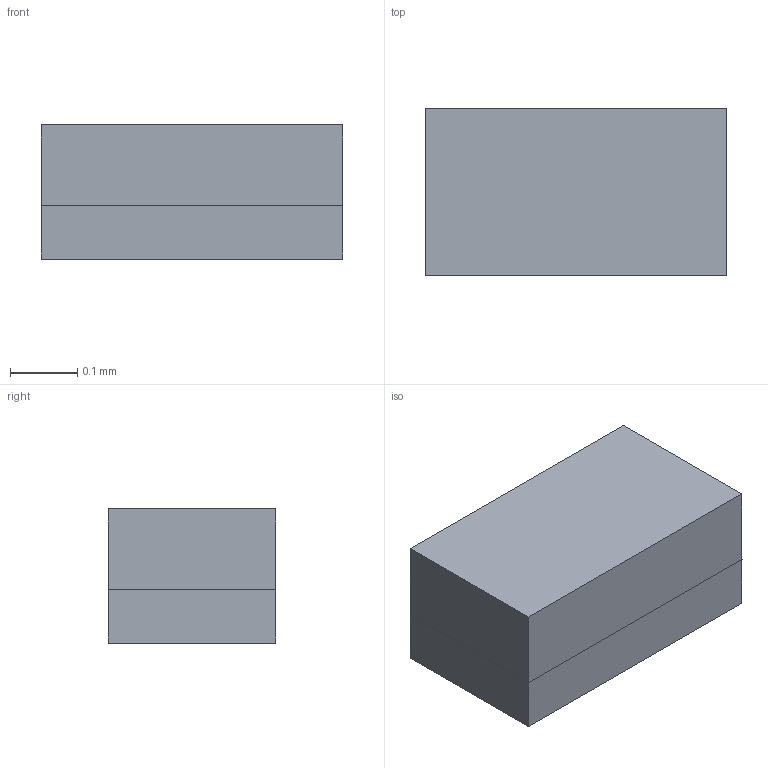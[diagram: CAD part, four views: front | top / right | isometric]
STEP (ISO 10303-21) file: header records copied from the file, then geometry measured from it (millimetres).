
FILE_DESCRIPTION (( 'STEP AP214' ), '1' );
FILE_NAME ('APG015.STEP', '2024-08-28T16:47:05', ( '' ), ( '' ), 'SwSTEP 2.0', 'SolidWorks 2014', '' );
FILE_SCHEMA (( 'AUTOMOTIVE_DESIGN' ));
Length unit declared in the file: millimetre
Products named in the file (1): APG015
Bounding box: 0.45 x 0.25 x 0.2 mm (x, y, z)
Surface area: 1 mm2 (no closed solid volume)
Topology: 0 solids, 15 shells, 47 faces, 141 edges, 109 vertices
Faces by surface type: plane 45, cylinder 2
Entity records: 1846 total; most frequent: CARTESIAN_POINT 339, DIRECTION 232, ORIENTED_EDGE 203, EDGE_CURVE 141, VECTOR 128, LINE 128, VERTEX_POINT 109, AXIS2_PLACEMENT_3D 52
